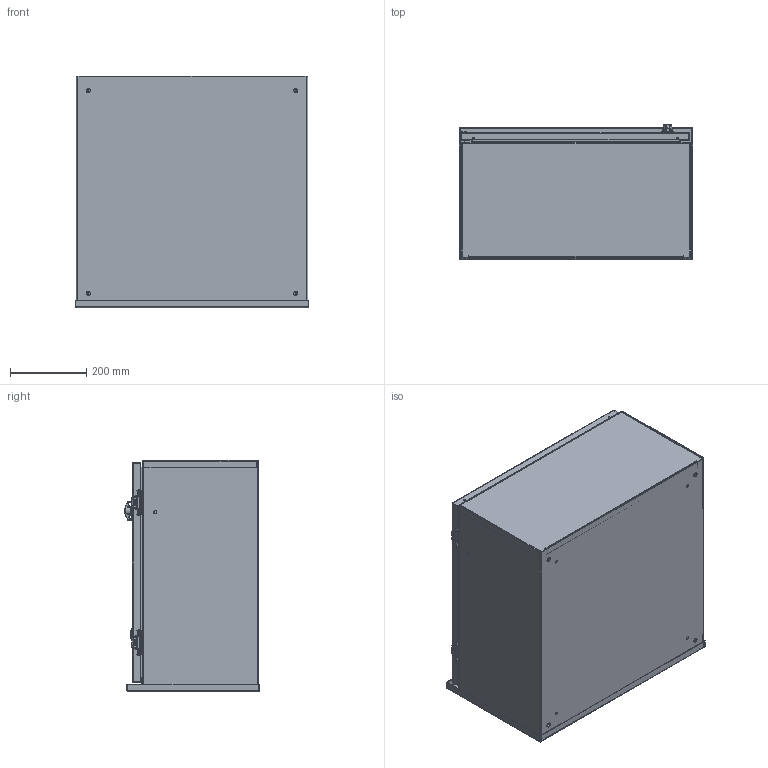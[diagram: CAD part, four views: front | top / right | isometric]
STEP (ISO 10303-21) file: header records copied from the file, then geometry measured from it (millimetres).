
FILE_DESCRIPTION (( 'STEP AP203' ), '1' );
FILE_NAME ('SCE-24R2412LP.step', '2021-02-09T15:30:21', ( 'ADC123' ), ( 'Microsoft' ), 'SwSTEP 2.0', 'SolidWorks 2019', '' );
FILE_SCHEMA (( 'CONFIG_CONTROL_DESIGN' ));
Products named in the file (1): SCE-24R2412LP
Bounding box: 614.68 x 353.75 x 609.6 mm (x, y, z)
Surface area: 4220030.7 mm2 (no closed solid volume)
Topology: 0 solids, 46 shells, 2429 faces, 6311 edges, 3992 vertices
Faces by surface type: plane 1160, cylinder 823, bspline 377, cone 47, torus 22
Full cylindrical faces by diameter (mm): 1.016 x2, 3.454 x2, 3.962 x2, 3.978 x2, 4.318 x6, 4.369 x4, 4.775 x4, 4.978 x8, 5 x1, 5.182 x4, 5.2 x1, 5.207 x4, 5.232 x4, 5.5 x2, 5.537 x2, 6.096 x4, 6.198 x4, 6.299 x2, 6.35 x4, 6.756 x4, 7.137 x4, 8.433 x4, 9.296 x4, 9.322 x4, 9.525 x4, 9.9 x1, 10 x1, 11.125 x4, 11.8 x1, 12.7 x4
Entity records: 96448 total; most frequent: CARTESIAN_POINT 41149, ORIENTED_EDGE 11866, DIRECTION 10548, EDGE_CURVE 5952, VERTEX_POINT 3882, AXIS2_PLACEMENT_3D 3597, VECTOR 3354, LINE 3354
